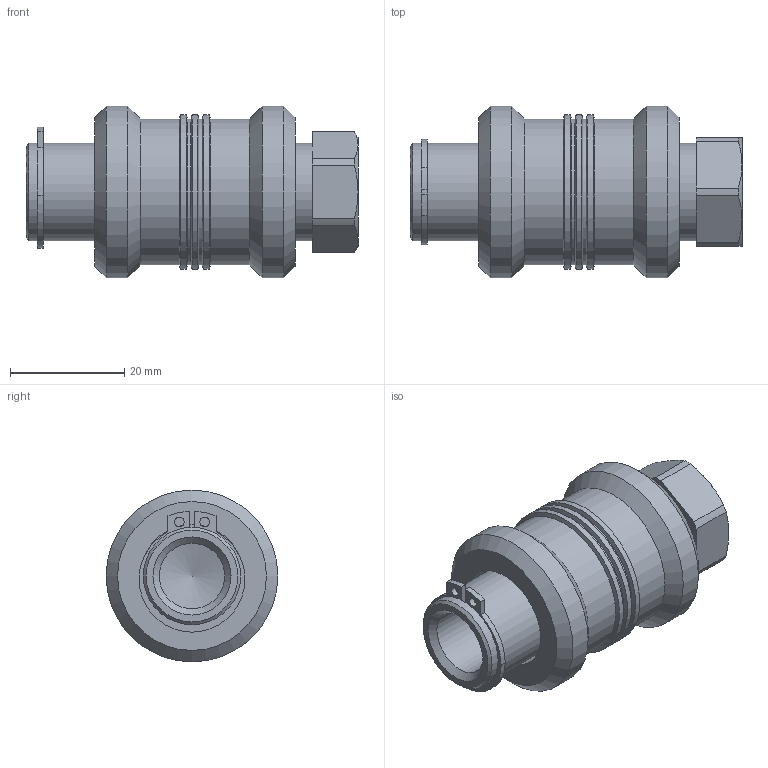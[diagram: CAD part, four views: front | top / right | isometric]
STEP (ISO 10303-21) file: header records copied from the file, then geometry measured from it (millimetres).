
FILE_DESCRIPTION(( 'MV.26.00.14N.STP' ), '1');
FILE_NAME( 'MV.26.00.14N.STP', '2018-10-04T16:46:41',( 'Sopra'),('sopra-pneumatic.com'), 'SwSTEP 2.0','SolidWorks 2009','' );
FILE_SCHEMA (('AUTOMOTIVE_DESIGN { 1 0 10303 214 1 1 1 1 }'));
Length unit declared in the file: millimetre
Products named in the file (4): Root; Schiebehülse; Sicherungsring; 60603
Assembly tree (3 placements, depth 2):
  Root
    Schiebehülse
    Sicherungsring
    60603
Bounding box: 58 x 30 x 30 mm (x, y, z)
Volume: 19891.1 mm3; surface area: 12153.7 mm2
Topology: 3 solids, 3 shells, 73 faces, 167 edges, 103 vertices
Faces by surface type: cylinder 33, cone 21, plane 19
Full cylindrical faces by diameter (mm): 11.445 x2, 15 x1, 17 x2, 18 x1, 25.5 x4, 27 x3, 30 x2
Entity records: 3279 total; most frequent: DIRECTION 378, CARTESIAN_POINT 309, PRESENTATION_STYLE_ASSIGNMENT 265, COLOUR_RGB 264, DRAUGHTING_PRE_DEFINED_CURVE_FONT 262, CURVE_STYLE 262, OVER_RIDING_STYLED_ITEM 262, ORIENTED_EDGE 262
